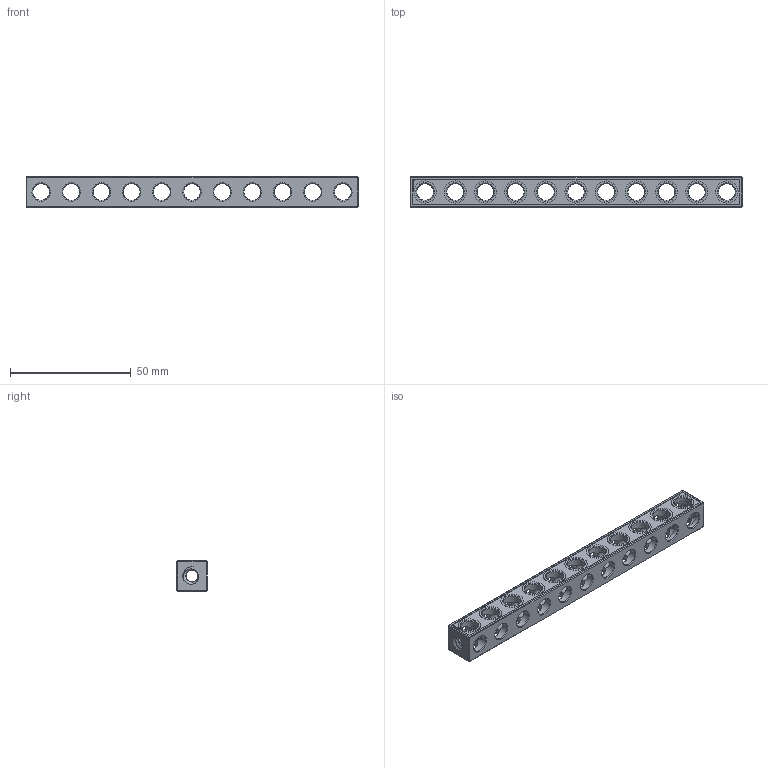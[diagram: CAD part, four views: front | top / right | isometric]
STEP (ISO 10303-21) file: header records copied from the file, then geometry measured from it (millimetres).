
FILE_DESCRIPTION(('FreeCAD Model'),'2;1');
FILE_NAME('Open CASCADE Shape Model','2021-07-01T22:44:42',( 'Paulo Kiefe'),('STEMFIE.org'),'Open CASCADE STEP processor 7.4', 'FreeCAD','Unknown');
FILE_SCHEMA(('AUTOMOTIVE_DESIGN { 1 0 10303 214 1 1 1 1 }'));
Products named in the file (1): Beam_STR_ESS_ERHRH_DE_BU11x01x01_-_SPN-BEM-0810_(stemfie.org)
Bounding box: 137.5 x 12.5 x 12.5 mm (x, y, z)
Volume: 10868.1 mm3; surface area: 10131.9 mm2
Topology: 1 solids, 1 shells, 664 faces, 1998 edges, 1338 vertices
Faces by surface type: plane 351, extrusion 162, cylinder 71, cone 44, bspline 36
Full cylindrical faces by diameter (mm): 7 x58, 9.2 x11
Entity records: 87713 total; most frequent: CARTESIAN_POINT 50809, DIRECTION 5705, VECTOR 4038, ORIENTED_EDGE 3996, PCURVE 3996, DEFINITIONAL_REPRESENTATION 3996, LINE 3876, EDGE_CURVE 1998
